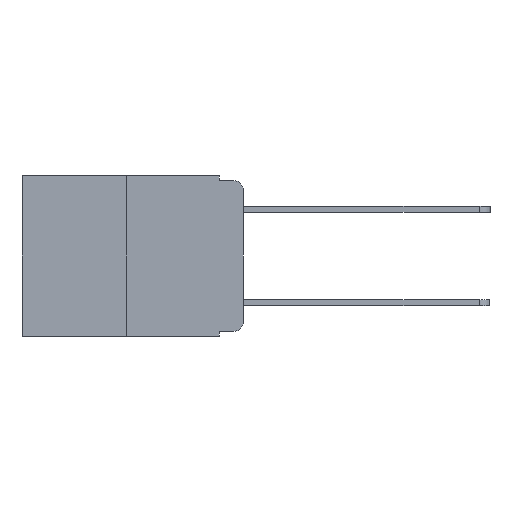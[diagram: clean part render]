
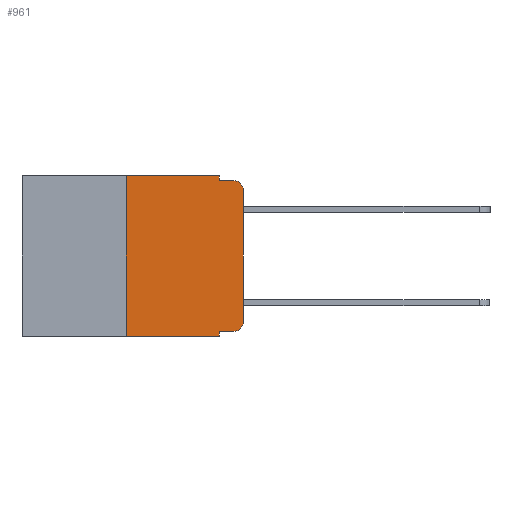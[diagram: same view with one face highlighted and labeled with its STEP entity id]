
A CAD part, left-side view. The second image highlights one B-rep face of the part: STEP entity #961.
In plain terms, the highlighted planar face has unit normal (-1, 0, 0).
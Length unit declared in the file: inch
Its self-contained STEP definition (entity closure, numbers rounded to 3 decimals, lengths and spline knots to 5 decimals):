
#14 = VERTEX_POINT ( 'NONE', #2894 ) ;
#35 = DIRECTION ( 'NONE',  ( 0., 0., -1. ) ) ;
#88 = EDGE_LOOP ( 'NONE', ( #14324, #18686, #3143, #19595, #2407, #16393, #6408, #14789, #11834, #6203 ) ) ;
#496 = VERTEX_POINT ( 'NONE', #10284 ) ;
#530 = CARTESIAN_POINT ( 'NONE',  ( 0., 0., -0.313 ) ) ;
#589 = CARTESIAN_POINT ( 'NONE',  ( 0., 0.25, 0. ) ) ;
#613 = VERTEX_POINT ( 'NONE', #7485 ) ;
#833 = FACE_OUTER_BOUND ( 'NONE', #88, .T. ) ;
#853 = CARTESIAN_POINT ( 'NONE',  ( 0., 0.051, -0.343 ) ) ;
#884 = CARTESIAN_POINT ( 'NONE',  ( 0., 0.25, -0.343 ) ) ;
#961 = ADVANCED_FACE ( 'NONE', ( #833 ), #12832, .F. ) ;
#1237 = CARTESIAN_POINT ( 'NONE',  ( 0., 0.051, 0. ) ) ;
#1286 = CARTESIAN_POINT ( 'NONE',  ( 0., 0.051, 0. ) ) ;
#1332 = DIRECTION ( 'NONE',  ( 0., 0., 1. ) ) ;
#1769 = VERTEX_POINT ( 'NONE', #853 ) ;
#2078 = CARTESIAN_POINT ( 'NONE',  ( 0., 0.473, 0. ) ) ;
#2407 = ORIENTED_EDGE ( 'NONE', *, *, #18968, .F. ) ;
#2585 = EDGE_CURVE ( 'NONE', #3829, #613, #4825, .T. ) ;
#2894 = CARTESIAN_POINT ( 'NONE',  ( 0., 0.051, -0.333 ) ) ;
#3004 = DIRECTION ( 'NONE',  ( -1., 0., 0. ) ) ;
#3098 = AXIS2_PLACEMENT_3D ( 'NONE', #12187, #3004, #13661 ) ;
#3143 = ORIENTED_EDGE ( 'NONE', *, *, #5407, .F. ) ;
#3158 = LINE ( 'NONE', #10480, #14784 ) ;
#3526 = CARTESIAN_POINT ( 'NONE',  ( 0., 0.051, -0.01 ) ) ;
#3595 = DIRECTION ( 'NONE',  ( 0., -1., 0. ) ) ;
#3829 = VERTEX_POINT ( 'NONE', #19671 ) ;
#4096 = CARTESIAN_POINT ( 'NONE',  ( 0., 0.02, -0.333 ) ) ;
#4406 = VERTEX_POINT ( 'NONE', #13748 ) ;
#4825 = CIRCLE ( 'NONE', #18662, 0.02 ) ;
#5402 = VECTOR ( 'NONE', #14691, 39.37008 ) ;
#5407 = EDGE_CURVE ( 'NONE', #496, #613, #16661, .T. ) ;
#5423 = CIRCLE ( 'NONE', #3098, 0.02 ) ;
#5481 = DIRECTION ( 'NONE',  ( 0., 0., 1. ) ) ;
#5726 = VECTOR ( 'NONE', #14133, 39.37008 ) ;
#5796 = EDGE_CURVE ( 'NONE', #11231, #496, #10943, .T. ) ;
#5821 = VECTOR ( 'NONE', #1332, 39.37008 ) ;
#5976 = DIRECTION ( 'NONE',  ( 0., 0., -1. ) ) ;
#6203 = ORIENTED_EDGE ( 'NONE', *, *, #7701, .T. ) ;
#6408 = ORIENTED_EDGE ( 'NONE', *, *, #10519, .T. ) ;
#6459 = VECTOR ( 'NONE', #13532, 39.37008 ) ;
#6506 = LINE ( 'NONE', #10594, #10058 ) ;
#6881 = DIRECTION ( 'NONE',  ( 0., 0., -1. ) ) ;
#7098 = EDGE_CURVE ( 'NONE', #14, #1769, #3158, .T. ) ;
#7485 = CARTESIAN_POINT ( 'NONE',  ( 0., 0.02, -0.01 ) ) ;
#7701 = EDGE_CURVE ( 'NONE', #8136, #13162, #5423, .T. ) ;
#8136 = VERTEX_POINT ( 'NONE', #4096 ) ;
#8161 = EDGE_CURVE ( 'NONE', #14, #8136, #9432, .T. ) ;
#9432 = LINE ( 'NONE', #13204, #5402 ) ;
#9481 = DIRECTION ( 'NONE',  ( -1., 0., 0. ) ) ;
#9840 = LINE ( 'NONE', #10675, #5821 ) ;
#9894 = EDGE_CURVE ( 'NONE', #13162, #3829, #9840, .T. ) ;
#10058 = VECTOR ( 'NONE', #14944, 39.37008 ) ;
#10284 = CARTESIAN_POINT ( 'NONE',  ( 0., 0.051, -0.01 ) ) ;
#10480 = CARTESIAN_POINT ( 'NONE',  ( 0., 0.051, 0. ) ) ;
#10519 = EDGE_CURVE ( 'NONE', #11499, #1769, #6506, .T. ) ;
#10594 = CARTESIAN_POINT ( 'NONE',  ( 0., 0.473, -0.343 ) ) ;
#10675 = CARTESIAN_POINT ( 'NONE',  ( 0., 0., 0. ) ) ;
#10943 = LINE ( 'NONE', #1237, #6459 ) ;
#11231 = VERTEX_POINT ( 'NONE', #1286 ) ;
#11499 = VERTEX_POINT ( 'NONE', #884 ) ;
#11834 = ORIENTED_EDGE ( 'NONE', *, *, #8161, .T. ) ;
#12187 = CARTESIAN_POINT ( 'NONE',  ( 0., 0.02, -0.313 ) ) ;
#12230 = LINE ( 'NONE', #589, #19575 ) ;
#12640 = VECTOR ( 'NONE', #3595, 39.37008 ) ;
#12832 = PLANE ( 'NONE',  #16550 ) ;
#13162 = VERTEX_POINT ( 'NONE', #530 ) ;
#13204 = CARTESIAN_POINT ( 'NONE',  ( 0., 0.051, -0.333 ) ) ;
#13532 = DIRECTION ( 'NONE',  ( 0., 0., -1. ) ) ;
#13661 = DIRECTION ( 'NONE',  ( 0., 0., -1. ) ) ;
#13748 = CARTESIAN_POINT ( 'NONE',  ( 0., 0.25, 0. ) ) ;
#14133 = DIRECTION ( 'NONE',  ( 0., -1., 0. ) ) ;
#14256 = CARTESIAN_POINT ( 'NONE',  ( 0., 0.473, 0. ) ) ;
#14324 = ORIENTED_EDGE ( 'NONE', *, *, #9894, .T. ) ;
#14691 = DIRECTION ( 'NONE',  ( 0., -1., 0. ) ) ;
#14784 = VECTOR ( 'NONE', #5976, 39.37008 ) ;
#14789 = ORIENTED_EDGE ( 'NONE', *, *, #7098, .F. ) ;
#14944 = DIRECTION ( 'NONE',  ( 0., -1., 0. ) ) ;
#15786 = DIRECTION ( 'NONE',  ( 1., 0., 0. ) ) ;
#15801 = EDGE_CURVE ( 'NONE', #11499, #4406, #12230, .T. ) ;
#16393 = ORIENTED_EDGE ( 'NONE', *, *, #15801, .F. ) ;
#16550 = AXIS2_PLACEMENT_3D ( 'NONE', #2078, #15786, #6881 ) ;
#16661 = LINE ( 'NONE', #3526, #5726 ) ;
#17487 = LINE ( 'NONE', #14256, #12640 ) ;
#18307 = CARTESIAN_POINT ( 'NONE',  ( 0., 0.02, -0.03 ) ) ;
#18662 = AXIS2_PLACEMENT_3D ( 'NONE', #18307, #9481, #35 ) ;
#18686 = ORIENTED_EDGE ( 'NONE', *, *, #2585, .T. ) ;
#18968 = EDGE_CURVE ( 'NONE', #4406, #11231, #17487, .T. ) ;
#19575 = VECTOR ( 'NONE', #5481, 39.37008 ) ;
#19595 = ORIENTED_EDGE ( 'NONE', *, *, #5796, .F. ) ;
#19671 = CARTESIAN_POINT ( 'NONE',  ( 0., 0., -0.03 ) ) ;
